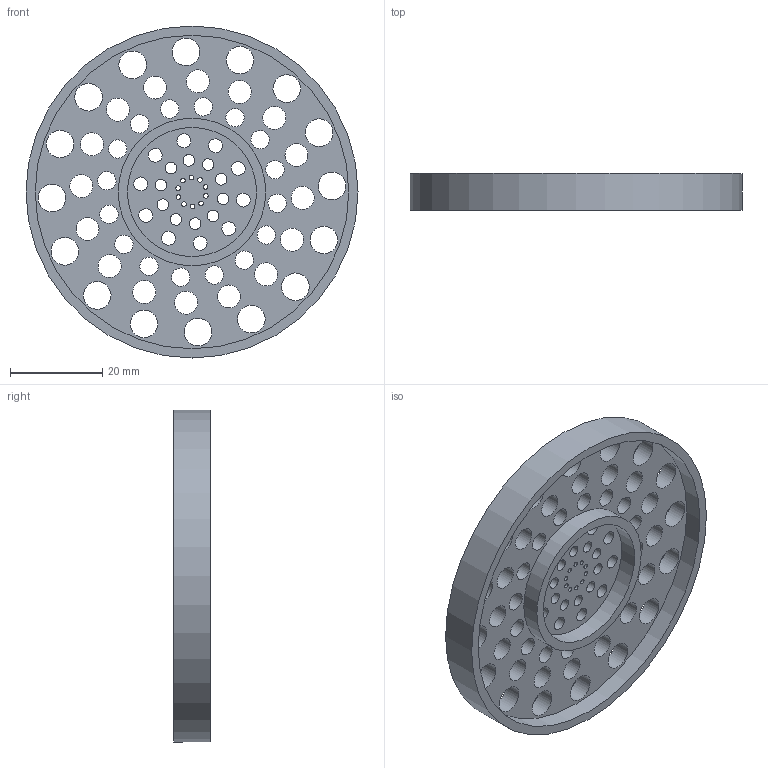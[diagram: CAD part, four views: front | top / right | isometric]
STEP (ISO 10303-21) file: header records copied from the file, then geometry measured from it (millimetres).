
FILE_DESCRIPTION(('FreeCAD Model'),'2;1');
FILE_NAME('Open CASCADE Shape Model','2021-07-01T12:46:51',( 'Anool Mahidharia'),('WyoLum'),'Open CASCADE STEP processor 7.5', 'FreeCAD','Unknown');
FILE_SCHEMA(('AUTOMOTIVE_DESIGN { 1 0 10303 214 1 1 1 1 }'));
Length unit declared in the file: millimetre
Products named in the file (1): drain_cover
Bounding box: 72 x 8 x 72 mm (x, y, z)
Volume: 14418.3 mm3; surface area: 13203.3 mm2
Topology: 1 solids, 1 shells, 87 faces, 246 edges, 164 vertices
Faces by surface type: cylinder 82, plane 5
Full cylindrical faces by diameter (mm): 1 x10, 2.5 x10, 3 x10, 4 x16, 5 x16, 6 x16, 28 x1, 32 x1, 68 x1, 72 x1
Entity records: 3258 total; most frequent: DIRECTION 586, CARTESIAN_POINT 498, ORIENTED_EDGE 492, AXIS2_PLACEMENT_3D 252, FACE_BOUND 246, EDGE_LOOP 246, EDGE_CURVE 246, VERTEX_POINT 164
